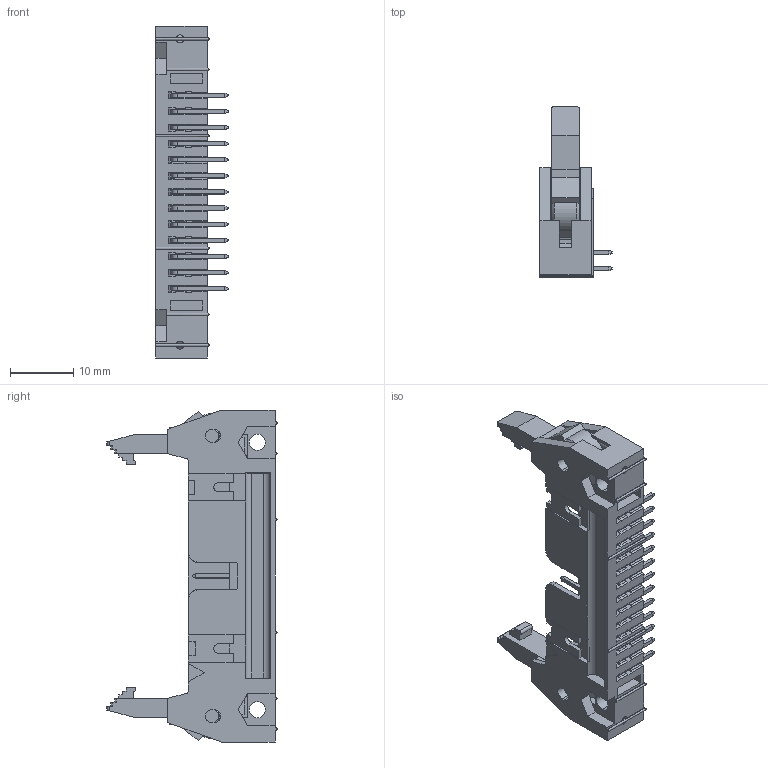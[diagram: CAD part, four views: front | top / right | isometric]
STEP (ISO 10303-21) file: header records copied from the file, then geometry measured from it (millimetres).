
FILE_DESCRIPTION((''),'2;1');
FILE_NAME('71922_Y26_ASM','2006-12-07T',('DaLegrand'),('FCI - CDC Division'),'PRO/ENGINEER BY PARAMETRIC TECHNOLOGY CORPORATION, 2004490','PRO/ENGINEER BY PARAMETRIC TECHNOLOGY CORPORATION, 2004490','');
FILE_SCHEMA(('CONFIG_CONTROL_DESIGN'));
Length unit declared in the file: millimetre
Products named in the file (5): 67017_Y26; 77391_Y21; 77391_Y25; 67018_001; 71922_Y26_ASM
Assembly tree (29 placements, depth 2):
  71922_Y26_ASM
    67017_Y26
    77391_Y21  x13
    77391_Y25  x13
    67018_001  x2
Bounding box: 11.42 x 26.8 x 52.32 mm (x, y, z)
Volume: 3887 mm3; surface area: 6547.3 mm2
Topology: 29 solids, 29 shells, 1519 faces, 3913 edges, 2442 vertices
Faces by surface type: plane 1279, cylinder 216, torus 10, sphere 8, cone 4, bspline 2
Entity records: 29644 total; most frequent: CARTESIAN_POINT 5500, ORIENTED_EDGE 5144, DIRECTION 4664, EDGE_CURVE 2572, VECTOR 2318, LINE 2318, VERTEX_POINT 1650, AXIS2_PLACEMENT_3D 1173
